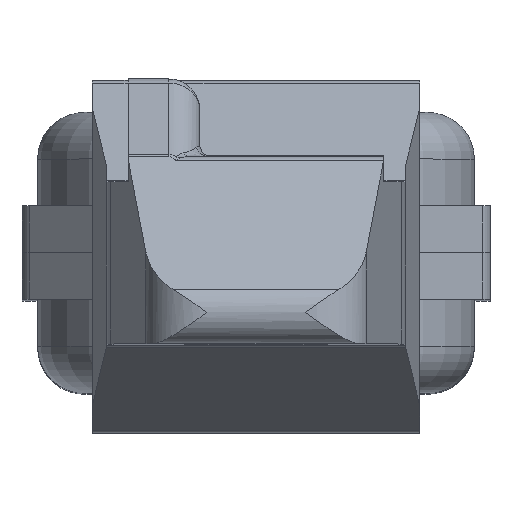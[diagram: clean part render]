
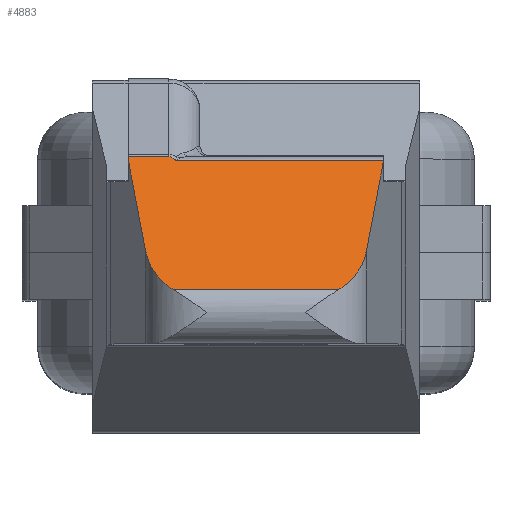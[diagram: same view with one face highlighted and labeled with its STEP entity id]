
A CAD part, top view. The second image highlights one B-rep face of the part: STEP entity #4883.
In plain terms, the highlighted planar face has unit normal (0, 0.731, 0.682).
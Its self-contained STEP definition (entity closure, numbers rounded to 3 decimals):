
#2543=CARTESIAN_POINT('',(-2.594,2.866,67.248));
#2548=DIRECTION('',(1.,0.,0.));
#2549=VECTOR('',#2548,6.682);
#2550=CARTESIAN_POINT('',(-2.594,2.866,67.248));
#2551=LINE('',#2550,#2549);
#2555=CARTESIAN_POINT('',(2.654,-1.269,71.682));
#2556=CARTESIAN_POINT('',(2.789,-1.187,71.595));
#2557=CARTESIAN_POINT('',(3.017,-1.009,71.403));
#2558=CARTESIAN_POINT('',(3.354,-0.609,
70.974));
#2559=CARTESIAN_POINT('',(3.495,-0.268,
70.609));
#2560=CARTESIAN_POINT('',(3.541,-0.024,
70.347));
#2565=CARTESIAN_POINT('',(-3.541,-0.024,
70.347));
#2566=CARTESIAN_POINT('',(-3.495,-0.268,
70.609));
#2567=CARTESIAN_POINT('',(-3.354,-0.609,
70.974));
#2568=CARTESIAN_POINT('',(-3.017,-1.009,
71.403));
#2569=CARTESIAN_POINT('',(-2.789,-1.187,
71.595));
#2570=CARTESIAN_POINT('',(-2.654,-1.269,
71.682));
#2575=DIRECTION('',(-1.,0.,0.));
#2576=VECTOR('',#2575,1.3);
#2577=CARTESIAN_POINT('',(-2.8,3.,67.104));
#2578=LINE('',#2577,#2576);
#2582=CARTESIAN_POINT('',(-2.594,2.866,67.248));
#2583=CARTESIAN_POINT('',(-2.6,2.874,67.239));
#2584=CARTESIAN_POINT('',(-2.613,2.89,67.222));
#2585=CARTESIAN_POINT('',(-2.631,2.911,67.2));
#2586=CARTESIAN_POINT('',(-2.649,2.93,67.18));
#2587=CARTESIAN_POINT('',(-2.667,2.946,67.163));
#2588=CARTESIAN_POINT('',(-2.685,2.96,67.148));
#2589=CARTESIAN_POINT('',(-2.703,2.972,67.135));
#2590=CARTESIAN_POINT('',(-2.721,2.981,67.125));
#2591=CARTESIAN_POINT('',(-2.737,2.988,67.117));
#2592=CARTESIAN_POINT('',(-2.754,2.994,67.111));
#2593=CARTESIAN_POINT('',(-2.769,2.997,67.107));
#2594=CARTESIAN_POINT('',(-2.784,3.,67.105));
#2595=CARTESIAN_POINT('',(-2.795,3.,67.104));
#2596=CARTESIAN_POINT('',(-2.8,3.,67.104));
#2615=DIRECTION('',(-0.128,-0.676,0.725));
#2616=VECTOR('',#2615,4.272);
#2617=CARTESIAN_POINT('',(4.088,2.866,67.248));
#2618=LINE('',#2617,#2616);
#2625=CARTESIAN_POINT('',(4.088,2.866,67.248));
#2741=DIRECTION('',(0.,0.682,-0.731));
#2742=VECTOR('',#2741,0.103);
#2743=CARTESIAN_POINT('',(-4.1,2.93,67.179));
#2744=LINE('',#2743,#2742);
#2841=DIRECTION('',(0.128,-0.676,0.725));
#2842=VECTOR('',#2841,4.367);
#2843=CARTESIAN_POINT('',(-4.1,2.93,67.179));
#2844=LINE('',#2843,#2842);
#2887=DIRECTION('',(-1.,0.,0.));
#2888=VECTOR('',#2887,5.308);
#2889=CARTESIAN_POINT('',(2.654,-1.269,71.682));
#2890=LINE('',#2889,#2888);
#3887=CARTESIAN_POINT('',(-3.541,-0.024,
70.347));
#3889=VERTEX_POINT('',#3887);
#3891=CARTESIAN_POINT('',(3.541,-0.024,
70.347));
#3893=VERTEX_POINT('',#3891);
#3894=VERTEX_POINT('',#2555);
#3895=VERTEX_POINT('',#2570);
#3896=CARTESIAN_POINT('',(-4.1,2.93,67.179));
#3898=VERTEX_POINT('',#3896);
#4006=VERTEX_POINT('',#2625);
#4007=CARTESIAN_POINT('',(-4.1,3.,67.104));
#4009=VERTEX_POINT('',#4007);
#4013=CARTESIAN_POINT('',(-2.8,3.,67.104));
#4014=VERTEX_POINT('',#4013);
#4067=VERTEX_POINT('',#2543);
#4860=CARTESIAN_POINT('',(6.3,3.039,67.063));
#4861=DIRECTION('',(0.,-0.731,-0.682));
#4862=DIRECTION('',(0.,-0.682,0.731));
#4863=AXIS2_PLACEMENT_3D('',#4860,#4861,#4862);
#4864=PLANE('',#4863);
#4865=ORIENTED_EDGE('',*,*,#4709,.T.);
#4867=ORIENTED_EDGE('',*,*,#4866,.T.);
#4869=ORIENTED_EDGE('',*,*,#4868,.F.);
#4871=ORIENTED_EDGE('',*,*,#4870,.T.);
#4873=ORIENTED_EDGE('',*,*,#4872,.F.);
#4875=ORIENTED_EDGE('',*,*,#4874,.F.);
#4877=ORIENTED_EDGE('',*,*,#4876,.T.);
#4879=ORIENTED_EDGE('',*,*,#4878,.F.);
#4880=ORIENTED_EDGE('',*,*,#4840,.F.);
#4881=EDGE_LOOP('',(#4865,#4867,#4869,#4871,#4873,#4875,#4877,#4879,#4880));
#4882=FACE_OUTER_BOUND('',#4881,.F.);
#4883=ADVANCED_FACE('',(#4882),#4864,.F.);
#2561=B_SPLINE_CURVE_WITH_KNOTS('',3,(#2555,#2556,#2557,#2558,#2559,#2560),
.UNSPECIFIED.,.F.,.F.,(4,1,1,4),(0.,0.25,0.5,1.),.UNSPECIFIED.);
#2571=B_SPLINE_CURVE_WITH_KNOTS('',3,(#2565,#2566,#2567,#2568,#2569,#2570),
.UNSPECIFIED.,.F.,.F.,(4,1,1,4),(0.,0.5,0.75,1.),.UNSPECIFIED.);
#2597=B_SPLINE_CURVE_WITH_KNOTS('',3,(#2582,#2583,#2584,#2585,#2586,#2587,#2588,
#2589,#2590,#2591,#2592,#2593,#2594,#2595,#2596),.UNSPECIFIED.,.F.,.F.,(4,1,1,1,
1,1,1,1,1,1,1,1,4),(0.,0.083,0.167,0.25,
0.333,0.417,0.5,0.583,0.667,
0.75,0.833,0.917,1.),.UNSPECIFIED.);
#4709=EDGE_CURVE('',#4067,#4006,#2551,.T.);
#4840=EDGE_CURVE('',#4067,#4014,#2597,.T.);
#4866=EDGE_CURVE('',#4006,#3893,#2618,.T.);
#4868=EDGE_CURVE('',#3894,#3893,#2561,.T.);
#4870=EDGE_CURVE('',#3894,#3895,#2890,.T.);
#4872=EDGE_CURVE('',#3889,#3895,#2571,.T.);
#4874=EDGE_CURVE('',#3898,#3889,#2844,.T.);
#4876=EDGE_CURVE('',#3898,#4009,#2744,.T.);
#4878=EDGE_CURVE('',#4014,#4009,#2578,.T.);
